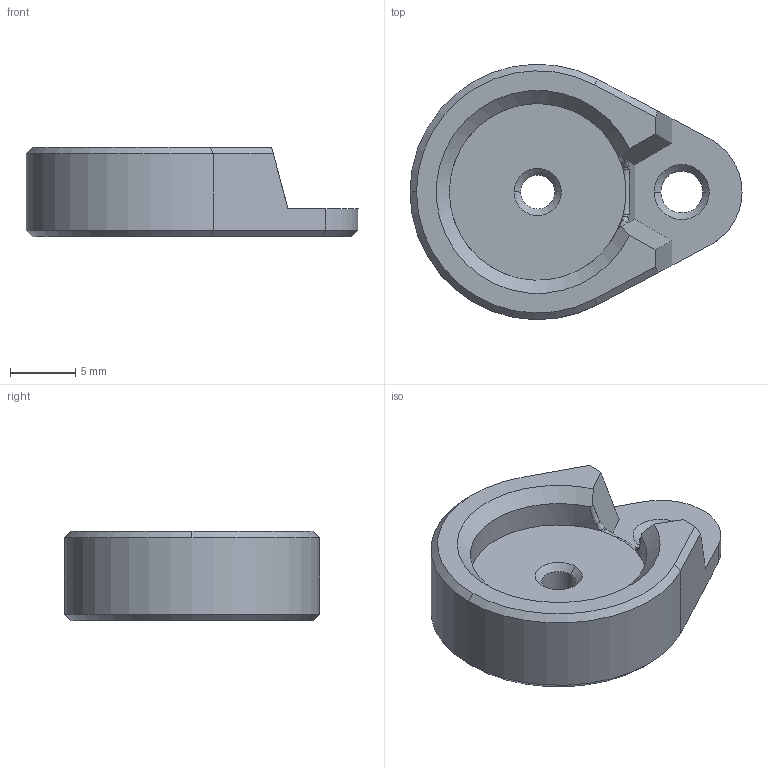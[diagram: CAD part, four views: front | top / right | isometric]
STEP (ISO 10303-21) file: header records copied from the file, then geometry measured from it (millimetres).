
FILE_DESCRIPTION (( 'STEP AP203' ), '1' );
FILE_NAME ('10395-U1-CustomDoor-MagnetHolder-RevC.STEP', '2023-08-17T18:30:57', ( '' ), ( '' ), 'SwSTEP 2.0', 'SolidWorks 2022', '' );
FILE_SCHEMA (( 'CONFIG_CONTROL_DESIGN' ));
Length unit declared in the file: millimetre
Products named in the file (1): 10395-U1-CustomDoor-MagnetHolder-RevC
Bounding box: 25.35 x 19.49 x 6.83 mm (x, y, z)
Volume: 1620.1 mm3; surface area: 1222.3 mm2
Topology: 1 solids, 1 shells, 44 faces, 107 edges, 65 vertices
Faces by surface type: plane 15, cone 14, cylinder 8, bspline 7
Entity records: 1624 total; most frequent: CARTESIAN_POINT 555, ORIENTED_EDGE 214, DIRECTION 198, EDGE_CURVE 107, AXIS2_PLACEMENT_3D 72, VERTEX_POINT 65, VECTOR 54, LINE 54
